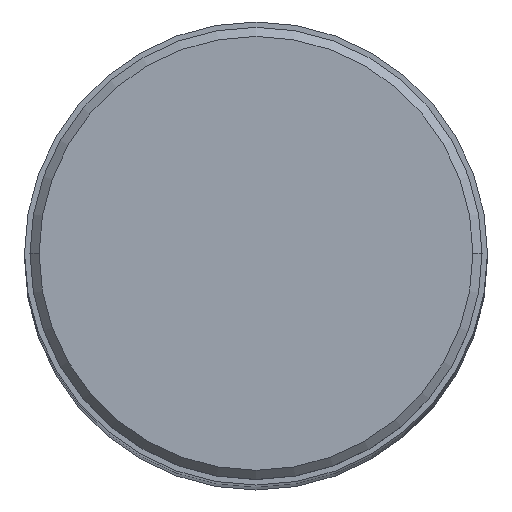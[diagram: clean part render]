
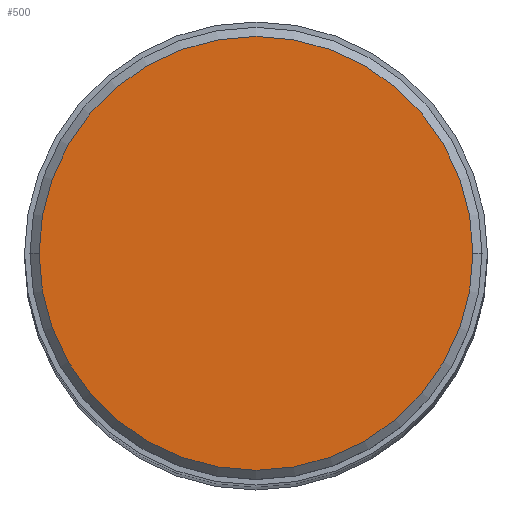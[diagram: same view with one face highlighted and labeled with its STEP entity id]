
A CAD part, top view. The second image highlights one B-rep face of the part: STEP entity #500.
In plain terms, the highlighted planar face has unit normal (0, 0, 1).
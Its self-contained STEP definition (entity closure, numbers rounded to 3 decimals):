
#45=PLANE('',#3437);
#500=ADVANCED_FACE('',(#718),#45,.F.);
#718=FACE_OUTER_BOUND('',#906,.T.);
#906=EDGE_LOOP('',(#1630,#1631));
#1630=ORIENTED_EDGE('',*,*,#2205,.T.);
#1631=ORIENTED_EDGE('',*,*,#2203,.T.);
#1838=VERTEX_POINT('',#7028);
#1839=VERTEX_POINT('',#7030);
#2203=EDGE_CURVE('',#1839,#1838,#2722,.T.);
#2205=EDGE_CURVE('',#1838,#1839,#2723,.T.);
#2722=CIRCLE('',#3431,14.875);
#2723=CIRCLE('',#3433,14.875);
#3431=AXIS2_PLACEMENT_3D('',#7029,#4144,#4145);
#3433=AXIS2_PLACEMENT_3D('',#7033,#4149,#4150);
#3437=AXIS2_PLACEMENT_3D('',#7037,#4157,#4158);
#4144=DIRECTION('',(0.,0.,1.));
#4145=DIRECTION('',(-1.,0.,0.));
#4149=DIRECTION('',(0.,0.,1.));
#4150=DIRECTION('',(1.,0.,0.));
#4157=DIRECTION('',(0.,0.,-1.));
#4158=DIRECTION('',(-1.,0.,0.));
#7028=CARTESIAN_POINT('',(14.875,0.,0.));
#7029=CARTESIAN_POINT('',(0.,0.,0.));
#7030=CARTESIAN_POINT('',(-14.875,0.,0.));
#7033=CARTESIAN_POINT('',(0.,0.,0.));
#7037=CARTESIAN_POINT('',(0.,0.,0.));
